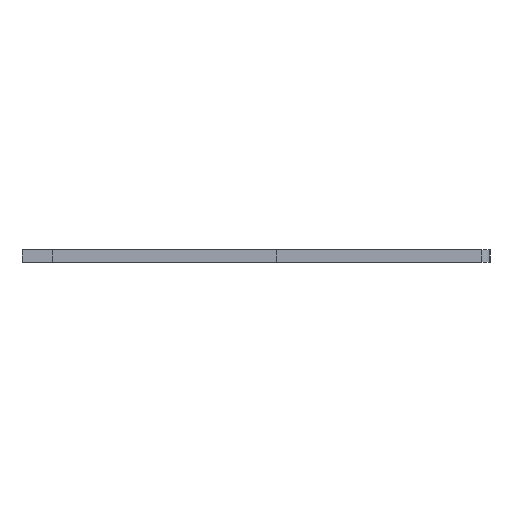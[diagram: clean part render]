
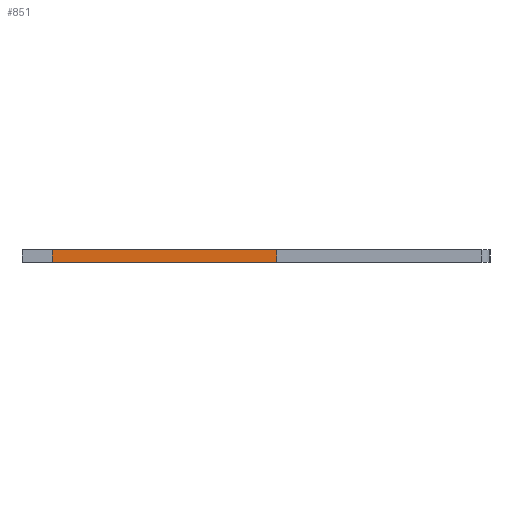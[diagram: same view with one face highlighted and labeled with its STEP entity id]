
A CAD part, left-side view. The second image highlights one B-rep face of the part: STEP entity #851.
In plain terms, the highlighted planar face has unit normal (-1, 0, 0).
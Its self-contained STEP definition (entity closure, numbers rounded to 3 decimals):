
#72 = PLANE('',#73);
#73 = AXIS2_PLACEMENT_3D('',#74,#75,#76);
#74 = CARTESIAN_POINT('',(170.003,-47.178,3.));
#75 = DIRECTION('',(-0.,-0.,-1.));
#76 = DIRECTION('',(-1.,0.,0.));
#126 = PLANE('',#127);
#127 = AXIS2_PLACEMENT_3D('',#128,#129,#130);
#128 = CARTESIAN_POINT('',(170.003,-47.178,0.));
#129 = DIRECTION('',(-0.,-0.,-1.));
#130 = DIRECTION('',(-1.,0.,0.));
#743 = PLANE('',#744);
#744 = AXIS2_PLACEMENT_3D('',#745,#746,#747);
#745 = CARTESIAN_POINT('',(-10.334,-86.534,0.));
#746 = DIRECTION('',(0.,1.,0.));
#747 = DIRECTION('',(1.,0.,0.));
#781 = VERTEX_POINT('',#782);
#782 = CARTESIAN_POINT('',(296.084,-86.534,3.));
#803 = EDGE_CURVE('',#804,#781,#806,.T.);
#804 = VERTEX_POINT('',#805);
#805 = CARTESIAN_POINT('',(296.084,-86.534,0.));
#806 = SURFACE_CURVE('',#807,(#811,#818),.PCURVE_S1.);
#807 = LINE('',#808,#809);
#808 = CARTESIAN_POINT('',(296.084,-86.534,0.));
#809 = VECTOR('',#810,1.);
#810 = DIRECTION('',(0.,0.,1.));
#811 = PCURVE('',#743,#812);
#812 = DEFINITIONAL_REPRESENTATION('',(#813),#817);
#813 = LINE('',#814,#815);
#814 = CARTESIAN_POINT('',(306.417,0.));
#815 = VECTOR('',#816,1.);
#816 = DIRECTION('',(0.,-1.));
#817 = ( GEOMETRIC_REPRESENTATION_CONTEXT(2) 
PARAMETRIC_REPRESENTATION_CONTEXT() REPRESENTATION_CONTEXT('2D SPACE',''
  ) );
#818 = PCURVE('',#819,#824);
#819 = PLANE('',#820);
#820 = AXIS2_PLACEMENT_3D('',#821,#822,#823);
#821 = CARTESIAN_POINT('',(296.084,10.334,0.));
#822 = DIRECTION('',(1.,0.,0.));
#823 = DIRECTION('',(0.,-1.,0.));
#824 = DEFINITIONAL_REPRESENTATION('',(#825),#829);
#825 = LINE('',#826,#827);
#826 = CARTESIAN_POINT('',(96.867,0.));
#827 = VECTOR('',#828,1.);
#828 = DIRECTION('',(0.,-1.));
#829 = ( GEOMETRIC_REPRESENTATION_CONTEXT(2) 
PARAMETRIC_REPRESENTATION_CONTEXT() REPRESENTATION_CONTEXT('2D SPACE',''
  ) );
#851 = ADVANCED_FACE('',(#852),#819,.F.);
#852 = FACE_BOUND('',#853,.F.);
#853 = EDGE_LOOP('',(#854,#884,#905,#906));
#854 = ORIENTED_EDGE('',*,*,#855,.T.);
#855 = EDGE_CURVE('',#856,#858,#860,.T.);
#856 = VERTEX_POINT('',#857);
#857 = CARTESIAN_POINT('',(296.084,10.334,0.));
#858 = VERTEX_POINT('',#859);
#859 = CARTESIAN_POINT('',(296.084,10.334,3.));
#860 = SURFACE_CURVE('',#861,(#865,#872),.PCURVE_S1.);
#861 = LINE('',#862,#863);
#862 = CARTESIAN_POINT('',(296.084,10.334,0.));
#863 = VECTOR('',#864,1.);
#864 = DIRECTION('',(0.,0.,1.));
#865 = PCURVE('',#819,#866);
#866 = DEFINITIONAL_REPRESENTATION('',(#867),#871);
#867 = LINE('',#868,#869);
#868 = CARTESIAN_POINT('',(0.,0.));
#869 = VECTOR('',#870,1.);
#870 = DIRECTION('',(0.,-1.));
#871 = ( GEOMETRIC_REPRESENTATION_CONTEXT(2) 
PARAMETRIC_REPRESENTATION_CONTEXT() REPRESENTATION_CONTEXT('2D SPACE',''
  ) );
#872 = PCURVE('',#873,#878);
#873 = PLANE('',#874);
#874 = AXIS2_PLACEMENT_3D('',#875,#876,#877);
#875 = CARTESIAN_POINT('',(83.523,10.334,0.));
#876 = DIRECTION('',(0.,1.,0.));
#877 = DIRECTION('',(1.,0.,0.));
#878 = DEFINITIONAL_REPRESENTATION('',(#879),#883);
#879 = LINE('',#880,#881);
#880 = CARTESIAN_POINT('',(212.561,0.));
#881 = VECTOR('',#882,1.);
#882 = DIRECTION('',(0.,-1.));
#883 = ( GEOMETRIC_REPRESENTATION_CONTEXT(2) 
PARAMETRIC_REPRESENTATION_CONTEXT() REPRESENTATION_CONTEXT('2D SPACE',''
  ) );
#884 = ORIENTED_EDGE('',*,*,#885,.T.);
#885 = EDGE_CURVE('',#858,#781,#886,.T.);
#886 = SURFACE_CURVE('',#887,(#891,#898),.PCURVE_S1.);
#887 = LINE('',#888,#889);
#888 = CARTESIAN_POINT('',(296.084,10.334,3.));
#889 = VECTOR('',#890,1.);
#890 = DIRECTION('',(0.,-1.,0.));
#891 = PCURVE('',#819,#892);
#892 = DEFINITIONAL_REPRESENTATION('',(#893),#897);
#893 = LINE('',#894,#895);
#894 = CARTESIAN_POINT('',(0.,-3.));
#895 = VECTOR('',#896,1.);
#896 = DIRECTION('',(1.,0.));
#897 = ( GEOMETRIC_REPRESENTATION_CONTEXT(2) 
PARAMETRIC_REPRESENTATION_CONTEXT() REPRESENTATION_CONTEXT('2D SPACE',''
  ) );
#898 = PCURVE('',#72,#899);
#899 = DEFINITIONAL_REPRESENTATION('',(#900),#904);
#900 = LINE('',#901,#902);
#901 = CARTESIAN_POINT('',(-126.08,57.511));
#902 = VECTOR('',#903,1.);
#903 = DIRECTION('',(0.,-1.));
#904 = ( GEOMETRIC_REPRESENTATION_CONTEXT(2) 
PARAMETRIC_REPRESENTATION_CONTEXT() REPRESENTATION_CONTEXT('2D SPACE',''
  ) );
#905 = ORIENTED_EDGE('',*,*,#803,.F.);
#906 = ORIENTED_EDGE('',*,*,#907,.F.);
#907 = EDGE_CURVE('',#856,#804,#908,.T.);
#908 = SURFACE_CURVE('',#909,(#913,#920),.PCURVE_S1.);
#909 = LINE('',#910,#911);
#910 = CARTESIAN_POINT('',(296.084,10.334,0.));
#911 = VECTOR('',#912,1.);
#912 = DIRECTION('',(0.,-1.,0.));
#913 = PCURVE('',#819,#914);
#914 = DEFINITIONAL_REPRESENTATION('',(#915),#919);
#915 = LINE('',#916,#917);
#916 = CARTESIAN_POINT('',(0.,0.));
#917 = VECTOR('',#918,1.);
#918 = DIRECTION('',(1.,0.));
#919 = ( GEOMETRIC_REPRESENTATION_CONTEXT(2) 
PARAMETRIC_REPRESENTATION_CONTEXT() REPRESENTATION_CONTEXT('2D SPACE',''
  ) );
#920 = PCURVE('',#126,#921);
#921 = DEFINITIONAL_REPRESENTATION('',(#922),#926);
#922 = LINE('',#923,#924);
#923 = CARTESIAN_POINT('',(-126.08,57.511));
#924 = VECTOR('',#925,1.);
#925 = DIRECTION('',(0.,-1.));
#926 = ( GEOMETRIC_REPRESENTATION_CONTEXT(2) 
PARAMETRIC_REPRESENTATION_CONTEXT() REPRESENTATION_CONTEXT('2D SPACE',''
  ) );
